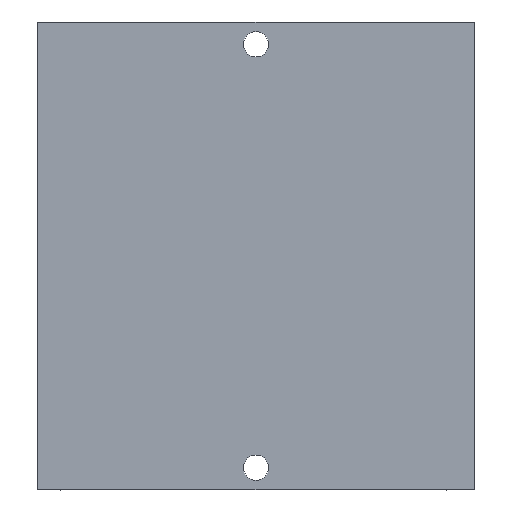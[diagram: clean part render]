
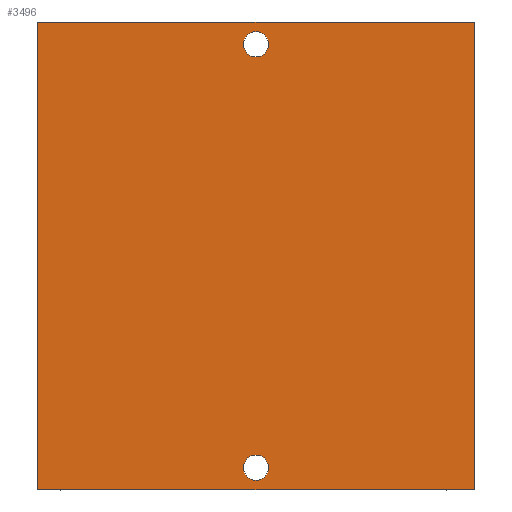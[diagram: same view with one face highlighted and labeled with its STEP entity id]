
A CAD part, front view. The second image highlights one B-rep face of the part: STEP entity #3496.
In plain terms, the highlighted planar face has unit normal (0, -1, 0).
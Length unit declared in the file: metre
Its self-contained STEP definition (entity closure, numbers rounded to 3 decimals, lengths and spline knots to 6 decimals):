
#2=DIRECTION('',(0.,0.,1.));
#3=VECTOR('',#2,61.341);
#4=CARTESIAN_POINT('',(-28.6004,0.,-30.6705));
#5=LINE('',#4,#3);
#6=DIRECTION('',(1.,0.,0.));
#7=VECTOR('',#6,57.2008);
#8=CARTESIAN_POINT('',(-28.6004,0.,30.6705));
#9=LINE('',#8,#7);
#10=DIRECTION('',(0.,0.,-1.));
#11=VECTOR('',#10,61.341);
#12=CARTESIAN_POINT('',(28.6004,0.,30.6705));
#13=LINE('',#12,#11);
#14=DIRECTION('',(-1.,0.,0.));
#15=VECTOR('',#14,57.2008);
#16=CARTESIAN_POINT('',(28.6004,0.,-30.6705));
#17=LINE('',#16,#15);
#18=CARTESIAN_POINT('',(0.,0.,-27.73934));
#19=DIRECTION('',(0.,1.,0.));
#20=DIRECTION('',(-1.,0.,0.));
#21=AXIS2_PLACEMENT_3D('',#18,#19,#20);
#23=CARTESIAN_POINT('',(0.,0.,-27.73934));
#24=DIRECTION('',(0.,1.,0.));
#25=DIRECTION('',(1.,0.,0.));
#26=AXIS2_PLACEMENT_3D('',#23,#24,#25);
#28=CARTESIAN_POINT('',(0.,0.,27.73934));
#29=DIRECTION('',(0.,1.,0.));
#30=DIRECTION('',(-1.,0.,0.));
#31=AXIS2_PLACEMENT_3D('',#28,#29,#30);
#33=CARTESIAN_POINT('',(0.,0.,27.73934));
#34=DIRECTION('',(0.,1.,0.));
#35=DIRECTION('',(1.,0.,0.));
#36=AXIS2_PLACEMENT_3D('',#33,#34,#35);
#3101=CARTESIAN_POINT('',(-28.6004,0.,-30.6705));
#3102=CARTESIAN_POINT('',(-28.6004,0.,30.6705));
#3103=VERTEX_POINT('',#3101);
#3104=VERTEX_POINT('',#3102);
#3105=CARTESIAN_POINT('',(28.6004,0.,30.6705));
#3106=VERTEX_POINT('',#3105);
#3107=CARTESIAN_POINT('',(28.6004,0.,-30.6705));
#3108=VERTEX_POINT('',#3107);
#3261=CARTESIAN_POINT('',(-1.651,0.,-27.73934));
#3262=CARTESIAN_POINT('',(1.651,0.,-27.73934));
#3263=VERTEX_POINT('',#3261);
#3264=VERTEX_POINT('',#3262);
#3265=CARTESIAN_POINT('',(-1.651,0.,27.73934));
#3266=CARTESIAN_POINT('',(1.651,0.,27.73934));
#3267=VERTEX_POINT('',#3265);
#3268=VERTEX_POINT('',#3266);
#3469=CARTESIAN_POINT('',(0.,0.,0.));
#3470=DIRECTION('',(0.,1.,0.));
#3471=DIRECTION('',(1.,0.,0.));
#3472=AXIS2_PLACEMENT_3D('',#3469,#3470,#3471);
#3473=PLANE('',#3472);
#3475=ORIENTED_EDGE('',*,*,#3474,.T.);
#3477=ORIENTED_EDGE('',*,*,#3476,.T.);
#3479=ORIENTED_EDGE('',*,*,#3478,.T.);
#3481=ORIENTED_EDGE('',*,*,#3480,.T.);
#3482=EDGE_LOOP('',(#3475,#3477,#3479,#3481));
#3483=FACE_OUTER_BOUND('',#3482,.F.);
#3485=ORIENTED_EDGE('',*,*,#3484,.F.);
#3487=ORIENTED_EDGE('',*,*,#3486,.F.);
#3488=EDGE_LOOP('',(#3485,#3487));
#3489=FACE_BOUND('',#3488,.F.);
#3491=ORIENTED_EDGE('',*,*,#3490,.F.);
#3493=ORIENTED_EDGE('',*,*,#3492,.F.);
#3494=EDGE_LOOP('',(#3491,#3493));
#3495=FACE_BOUND('',#3494,.F.);
#3496=ADVANCED_FACE('',(#3483,#3489,#3495),#3473,.F.);
#22=CIRCLE('',#21,1.651);
#27=CIRCLE('',#26,1.651);
#32=CIRCLE('',#31,1.651);
#37=CIRCLE('',#36,1.651);
#3474=EDGE_CURVE('',#3103,#3104,#5,.T.);
#3476=EDGE_CURVE('',#3104,#3106,#9,.T.);
#3478=EDGE_CURVE('',#3106,#3108,#13,.T.);
#3480=EDGE_CURVE('',#3108,#3103,#17,.T.);
#3484=EDGE_CURVE('',#3263,#3264,#22,.T.);
#3486=EDGE_CURVE('',#3264,#3263,#27,.T.);
#3490=EDGE_CURVE('',#3267,#3268,#32,.T.);
#3492=EDGE_CURVE('',#3268,#3267,#37,.T.);
